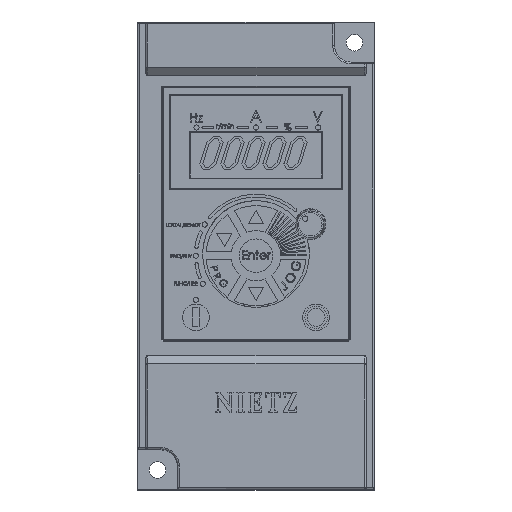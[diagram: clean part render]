
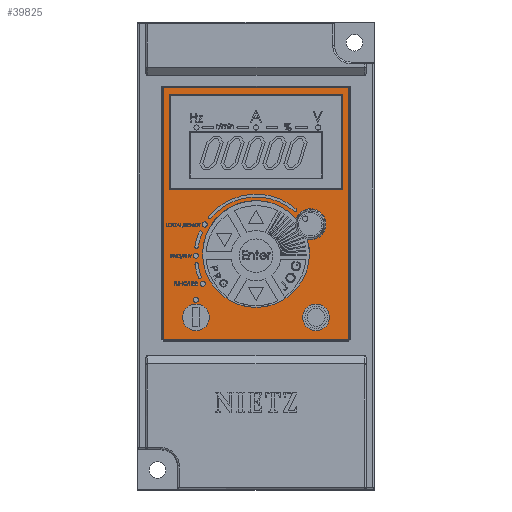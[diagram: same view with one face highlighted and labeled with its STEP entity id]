
A CAD part, top view. The second image highlights one B-rep face of the part: STEP entity #39825.
In plain terms, the highlighted planar face has unit normal (0, 0, 1).
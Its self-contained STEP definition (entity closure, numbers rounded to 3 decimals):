
#645 = DIRECTION ( 'NONE',  ( 0., 0., -1. ) ) ;
#662 = EDGE_CURVE ( 'NONE', #39945, #6334, #24710, .T. ) ;
#1888 = DIRECTION ( 'NONE',  ( 1., 0., 0. ) ) ;
#2040 = DIRECTION ( 'NONE',  ( 0., -1., 0. ) ) ;
#2839 = CARTESIAN_POINT ( 'NONE',  ( 22., -18.5, 115.5 ) ) ;
#3425 = ORIENTED_EDGE ( 'NONE', *, *, #662, .T. ) ;
#3862 = CARTESIAN_POINT ( 'NONE',  ( 26., 19.749, 115.5 ) ) ;
#3887 = VERTEX_POINT ( 'NONE', #2839 ) ;
#5669 = VERTEX_POINT ( 'NONE', #10103 ) ;
#6334 = VERTEX_POINT ( 'NONE', #29553 ) ;
#7420 = DIRECTION ( 'NONE',  ( 1., 0., 0. ) ) ;
#7934 = LINE ( 'NONE', #33493, #74007 ) ;
#8252 = AXIS2_PLACEMENT_3D ( 'NONE', #47713, #41399, #22617 ) ;
#8327 = LINE ( 'NONE', #52727, #72312 ) ;
#8376 = VERTEX_POINT ( 'NONE', #31407 ) ;
#9444 = CARTESIAN_POINT ( 'NONE',  ( -27.75, -25.25, 115.5 ) ) ;
#10103 = CARTESIAN_POINT ( 'NONE',  ( 16., 0.5, 115.5 ) ) ;
#10512 = DIRECTION ( 'NONE',  ( 1., 0., 0. ) ) ;
#10534 = EDGE_CURVE ( 'NONE', #50357, #65510, #80396, .T. ) ;
#11632 = PLANE ( 'NONE',  #69848 ) ;
#11862 = DIRECTION ( 'NONE',  ( 0., 1., 0. ) ) ;
#12393 = ORIENTED_EDGE ( 'NONE', *, *, #80324, .F. ) ;
#12906 = CARTESIAN_POINT ( 'NONE',  ( -26., 19.749, 115.5 ) ) ;
#14744 = DIRECTION ( 'NONE',  ( -1., 0., 0. ) ) ;
#18367 = AXIS2_PLACEMENT_3D ( 'NONE', #78552, #645, #1888 ) ;
#18851 = DIRECTION ( 'NONE',  ( 1., 0., 0. ) ) ;
#19057 = AXIS2_PLACEMENT_3D ( 'NONE', #50600, #76190, #18851 ) ;
#19204 = EDGE_CURVE ( 'NONE', #8376, #5669, #23007, .T. ) ;
#20072 = ORIENTED_EDGE ( 'NONE', *, *, #10534, .F. ) ;
#20514 = VERTEX_POINT ( 'NONE', #49573 ) ;
#21193 = ORIENTED_EDGE ( 'NONE', *, *, #60046, .F. ) ;
#21527 = DIRECTION ( 'NONE',  ( 0., 0., -1. ) ) ;
#22509 = VECTOR ( 'NONE', #50210, 1000. ) ;
#22617 = DIRECTION ( 'NONE',  ( 1., 0., 0. ) ) ;
#22817 = ORIENTED_EDGE ( 'NONE', *, *, #19204, .F. ) ;
#23007 = CIRCLE ( 'NONE', #19057, 16. ) ;
#23781 = FACE_BOUND ( 'NONE', #49435, .T. ) ;
#24574 = EDGE_CURVE ( 'NONE', #39579, #65510, #41453, .T. ) ;
#24710 = LINE ( 'NONE', #42251, #22509 ) ;
#24776 = VECTOR ( 'NONE', #57643, 1000. ) ;
#25034 = DIRECTION ( 'NONE',  ( 0., 0., 1. ) ) ;
#25424 = LINE ( 'NONE', #57225, #24776 ) ;
#25890 = VERTEX_POINT ( 'NONE', #28232 ) ;
#27450 = EDGE_CURVE ( 'NONE', #70360, #39945, #43665, .T. ) ;
#27455 = VERTEX_POINT ( 'NONE', #37360 ) ;
#27859 = ORIENTED_EDGE ( 'NONE', *, *, #24574, .T. ) ;
#28232 = CARTESIAN_POINT ( 'NONE',  ( -14., -18.5, 115.5 ) ) ;
#28524 = EDGE_CURVE ( 'NONE', #25890, #80121, #76052, .T. ) ;
#29553 = CARTESIAN_POINT ( 'NONE',  ( -27.75, 50.25, 115.5 ) ) ;
#29956 = EDGE_LOOP ( 'NONE', ( #21193, #46134, #12393, #22817 ) ) ;
#30859 = FACE_OUTER_BOUND ( 'NONE', #58666, .T. ) ;
#31290 = CARTESIAN_POINT ( 'NONE',  ( 18., -18.5, 115.5 ) ) ;
#31407 = CARTESIAN_POINT ( 'NONE',  ( -16., 0.5, 115.5 ) ) ;
#31557 = ORIENTED_EDGE ( 'NONE', *, *, #66146, .T. ) ;
#32179 = VERTEX_POINT ( 'NONE', #9444 ) ;
#32452 = AXIS2_PLACEMENT_3D ( 'NONE', #31290, #51364, #7420 ) ;
#33213 = EDGE_CURVE ( 'NONE', #3887, #42921, #68487, .T. ) ;
#33493 = CARTESIAN_POINT ( 'NONE',  ( 0., -25.25, 115.5 ) ) ;
#34463 = VECTOR ( 'NONE', #11862, 1000. ) ;
#34720 = EDGE_CURVE ( 'NONE', #80121, #25890, #58026, .T. ) ;
#35442 = CARTESIAN_POINT ( 'NONE',  ( 26., 48.249, 115.5 ) ) ;
#36287 = FACE_BOUND ( 'NONE', #29956, .T. ) ;
#37004 = EDGE_CURVE ( 'NONE', #6334, #32179, #8327, .T. ) ;
#37360 = CARTESIAN_POINT ( 'NONE',  ( 15.401, 4.838, 115.5 ) ) ;
#39026 = CIRCLE ( 'NONE', #63096, 16. ) ;
#39579 = VERTEX_POINT ( 'NONE', #3862 ) ;
#39825 = ADVANCED_FACE ( 'NONE', ( #30859, #81115, #56410, #23781, #36287 ), #11632, .T. ) ;
#39917 = AXIS2_PLACEMENT_3D ( 'NONE', #48603, #68697, #10512 ) ;
#39945 = VERTEX_POINT ( 'NONE', #69374 ) ;
#40064 = DIRECTION ( 'NONE',  ( 1., 0., 0. ) ) ;
#41399 = DIRECTION ( 'NONE',  ( 0., 0., -1. ) ) ;
#41453 = LINE ( 'NONE', #71732, #56882 ) ;
#42251 = CARTESIAN_POINT ( 'NONE',  ( 0., 50.25, 115.5 ) ) ;
#42921 = VERTEX_POINT ( 'NONE', #51245 ) ;
#43665 = LINE ( 'NONE', #69190, #34463 ) ;
#44254 = CARTESIAN_POINT ( 'NONE',  ( 0., 0., 115.5 ) ) ;
#46072 = CARTESIAN_POINT ( 'NONE',  ( -22., -18.5, 115.5 ) ) ;
#46134 = ORIENTED_EDGE ( 'NONE', *, *, #71606, .T. ) ;
#47016 = DIRECTION ( 'NONE',  ( 1., 0., 0. ) ) ;
#47084 = CARTESIAN_POINT ( 'NONE',  ( 0., 0.5, 115.5 ) ) ;
#47391 = VERTEX_POINT ( 'NONE', #66557 ) ;
#47713 = CARTESIAN_POINT ( 'NONE',  ( 16.3, 9.4, 115.5 ) ) ;
#47976 = LINE ( 'NONE', #35442, #67349 ) ;
#48285 = ORIENTED_EDGE ( 'NONE', *, *, #34720, .T. ) ;
#48603 = CARTESIAN_POINT ( 'NONE',  ( -18., -18.5, 115.5 ) ) ;
#49435 = EDGE_LOOP ( 'NONE', ( #77685, #27859, #20072, #72654 ) ) ;
#49573 = CARTESIAN_POINT ( 'NONE',  ( 11.976, 11.11, 115.5 ) ) ;
#49946 = CIRCLE ( 'NONE', #64705, 16. ) ;
#50210 = DIRECTION ( 'NONE',  ( -1., 0., 0. ) ) ;
#50357 = VERTEX_POINT ( 'NONE', #58811 ) ;
#50600 = CARTESIAN_POINT ( 'NONE',  ( 0., 0.5, 115.5 ) ) ;
#51194 = ORIENTED_EDGE ( 'NONE', *, *, #33213, .T. ) ;
#51245 = CARTESIAN_POINT ( 'NONE',  ( 14., -18.5, 115.5 ) ) ;
#51364 = DIRECTION ( 'NONE',  ( 0., 0., -1. ) ) ;
#51623 = CARTESIAN_POINT ( 'NONE',  ( 27.75, -25.25, 115.5 ) ) ;
#52428 = ORIENTED_EDGE ( 'NONE', *, *, #37004, .T. ) ;
#52727 = CARTESIAN_POINT ( 'NONE',  ( -27.75, 0., 115.5 ) ) ;
#52943 = EDGE_LOOP ( 'NONE', ( #48285, #80423 ) ) ;
#56410 = FACE_BOUND ( 'NONE', #60796, .T. ) ;
#56882 = VECTOR ( 'NONE', #14744, 1000. ) ;
#57225 = CARTESIAN_POINT ( 'NONE',  ( 26., 19.999, 115.5 ) ) ;
#57643 = DIRECTION ( 'NONE',  ( 0., 1., 0. ) ) ;
#58026 = CIRCLE ( 'NONE', #82312, 4. ) ;
#58117 = CARTESIAN_POINT ( 'NONE',  ( 0., 0.5, 115.5 ) ) ;
#58666 = EDGE_LOOP ( 'NONE', ( #3425, #52428, #59174, #68278 ) ) ;
#58811 = CARTESIAN_POINT ( 'NONE',  ( -26., 48.249, 115.5 ) ) ;
#59070 = CIRCLE ( 'NONE', #8252, 4.65 ) ;
#59174 = ORIENTED_EDGE ( 'NONE', *, *, #59186, .T. ) ;
#59186 = EDGE_CURVE ( 'NONE', #32179, #70360, #7934, .T. ) ;
#60046 = EDGE_CURVE ( 'NONE', #20514, #8376, #49946, .T. ) ;
#60796 = EDGE_LOOP ( 'NONE', ( #31557, #51194 ) ) ;
#60966 = EDGE_CURVE ( 'NONE', #39579, #47391, #25424, .T. ) ;
#62867 = EDGE_CURVE ( 'NONE', #50357, #47391, #47976, .T. ) ;
#63096 = AXIS2_PLACEMENT_3D ( 'NONE', #47084, #66337, #72657 ) ;
#64705 = AXIS2_PLACEMENT_3D ( 'NONE', #58117, #71100, #40064 ) ;
#65510 = VERTEX_POINT ( 'NONE', #12906 ) ;
#65851 = CARTESIAN_POINT ( 'NONE',  ( -18., -18.5, 115.5 ) ) ;
#66146 = EDGE_CURVE ( 'NONE', #42921, #3887, #71852, .T. ) ;
#66337 = DIRECTION ( 'NONE',  ( 0., 0., 1. ) ) ;
#66557 = CARTESIAN_POINT ( 'NONE',  ( 26., 48.249, 115.5 ) ) ;
#67349 = VECTOR ( 'NONE', #73552, 1000. ) ;
#67391 = VECTOR ( 'NONE', #80806, 1000. ) ;
#68278 = ORIENTED_EDGE ( 'NONE', *, *, #27450, .T. ) ;
#68487 = CIRCLE ( 'NONE', #32452, 4. ) ;
#68530 = DIRECTION ( 'NONE',  ( 1., 0., 0. ) ) ;
#68697 = DIRECTION ( 'NONE',  ( 0., 0., -1. ) ) ;
#69190 = CARTESIAN_POINT ( 'NONE',  ( 27.75, 0., 115.5 ) ) ;
#69374 = CARTESIAN_POINT ( 'NONE',  ( 27.75, 50.25, 115.5 ) ) ;
#69848 = AXIS2_PLACEMENT_3D ( 'NONE', #44254, #25034, #68530 ) ;
#70360 = VERTEX_POINT ( 'NONE', #51623 ) ;
#71100 = DIRECTION ( 'NONE',  ( 0., 0., 1. ) ) ;
#71606 = EDGE_CURVE ( 'NONE', #20514, #27455, #59070, .T. ) ;
#71732 = CARTESIAN_POINT ( 'NONE',  ( -26., 19.749, 115.5 ) ) ;
#71852 = CIRCLE ( 'NONE', #18367, 4. ) ;
#72312 = VECTOR ( 'NONE', #2040, 1000. ) ;
#72654 = ORIENTED_EDGE ( 'NONE', *, *, #62867, .T. ) ;
#72657 = DIRECTION ( 'NONE',  ( 1., 0., 0. ) ) ;
#73552 = DIRECTION ( 'NONE',  ( 1., 0., 0. ) ) ;
#74007 = VECTOR ( 'NONE', #78719, 1000. ) ;
#74131 = CARTESIAN_POINT ( 'NONE',  ( -26., 19.999, 115.5 ) ) ;
#76052 = CIRCLE ( 'NONE', #39917, 4. ) ;
#76190 = DIRECTION ( 'NONE',  ( 0., 0., 1. ) ) ;
#77685 = ORIENTED_EDGE ( 'NONE', *, *, #60966, .F. ) ;
#78552 = CARTESIAN_POINT ( 'NONE',  ( 18., -18.5, 115.5 ) ) ;
#78719 = DIRECTION ( 'NONE',  ( 1., 0., 0. ) ) ;
#80121 = VERTEX_POINT ( 'NONE', #46072 ) ;
#80324 = EDGE_CURVE ( 'NONE', #5669, #27455, #39026, .T. ) ;
#80396 = LINE ( 'NONE', #74131, #67391 ) ;
#80423 = ORIENTED_EDGE ( 'NONE', *, *, #28524, .T. ) ;
#80806 = DIRECTION ( 'NONE',  ( 0., -1., 0. ) ) ;
#81115 = FACE_BOUND ( 'NONE', #52943, .T. ) ;
#82312 = AXIS2_PLACEMENT_3D ( 'NONE', #65851, #21527, #47016 ) ;
